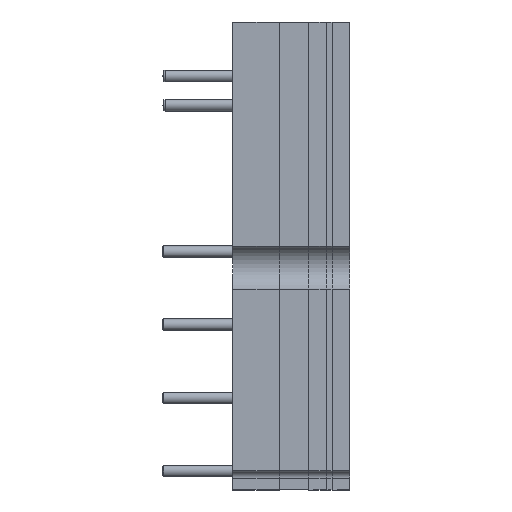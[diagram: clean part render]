
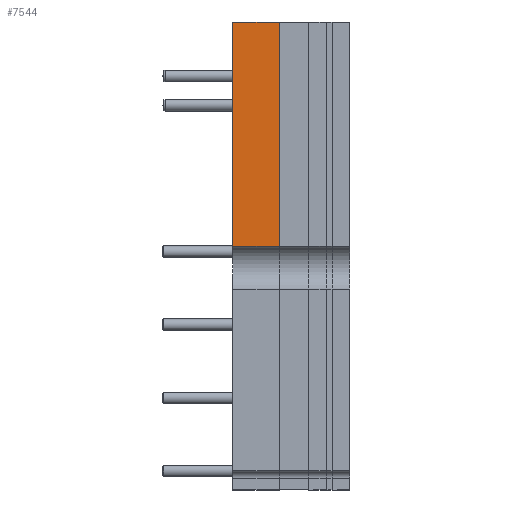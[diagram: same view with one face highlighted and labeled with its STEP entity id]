
A CAD part, left-side view. The second image highlights one B-rep face of the part: STEP entity #7544.
In plain terms, the highlighted planar face has unit normal (-1, 0, 0).
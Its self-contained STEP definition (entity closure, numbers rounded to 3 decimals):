
#484 = FACE_OUTER_BOUND ( 'NONE', #3064, .T. ) ;
#490 = DIRECTION ( 'NONE',  ( 0., 0., -1. ) ) ;
#559 = CARTESIAN_POINT ( 'NONE',  ( -79., 16., 78.5 ) ) ;
#593 = EDGE_CURVE ( 'NONE', #7423, #10292, #8931, .T. ) ;
#1386 = CARTESIAN_POINT ( 'NONE',  ( -79., 0., 1.916 ) ) ;
#1765 = EDGE_CURVE ( 'NONE', #10292, #8947, #6636, .T. ) ;
#2162 = CARTESIAN_POINT ( 'NONE',  ( -79., 16., 78.5 ) ) ;
#2777 = ORIENTED_EDGE ( 'NONE', *, *, #593, .T. ) ;
#2805 = PLANE ( 'NONE',  #7946 ) ;
#2872 = DIRECTION ( 'NONE',  ( 1., 0., 0. ) ) ;
#2942 = CARTESIAN_POINT ( 'NONE',  ( -79., 0., 1.916 ) ) ;
#2976 = DIRECTION ( 'NONE',  ( 0., -1., 0. ) ) ;
#3064 = EDGE_LOOP ( 'NONE', ( #10027, #2777, #4508, #5538 ) ) ;
#3092 = CARTESIAN_POINT ( 'NONE',  ( -79., 0., 78.5 ) ) ;
#3840 = EDGE_CURVE ( 'NONE', #7423, #3886, #6015, .T. ) ;
#3886 = VERTEX_POINT ( 'NONE', #559 ) ;
#4508 = ORIENTED_EDGE ( 'NONE', *, *, #1765, .T. ) ;
#5081 = EDGE_CURVE ( 'NONE', #3886, #8947, #8534, .T. ) ;
#5210 = VECTOR ( 'NONE', #10191, 1000. ) ;
#5538 = ORIENTED_EDGE ( 'NONE', *, *, #5081, .F. ) ;
#6015 = LINE ( 'NONE', #7764, #7685 ) ;
#6111 = VECTOR ( 'NONE', #7108, 1000. ) ;
#6636 = LINE ( 'NONE', #9411, #6111 ) ;
#6912 = DIRECTION ( 'NONE',  ( 0., 0., 1. ) ) ;
#7108 = DIRECTION ( 'NONE',  ( 0., 0., 1. ) ) ;
#7423 = VERTEX_POINT ( 'NONE', #8343 ) ;
#7544 = ADVANCED_FACE ( 'NONE', ( #484 ), #2805, .F. ) ;
#7685 = VECTOR ( 'NONE', #6912, 1000. ) ;
#7764 = CARTESIAN_POINT ( 'NONE',  ( -79., 16., 78.5 ) ) ;
#7768 = CARTESIAN_POINT ( 'NONE',  ( -79., 16., 78.5 ) ) ;
#7946 = AXIS2_PLACEMENT_3D ( 'NONE', #7768, #2872, #490 ) ;
#8343 = CARTESIAN_POINT ( 'NONE',  ( -79., 16., 1.916 ) ) ;
#8534 = LINE ( 'NONE', #2162, #5210 ) ;
#8669 = VECTOR ( 'NONE', #2976, 1000. ) ;
#8931 = LINE ( 'NONE', #2942, #8669 ) ;
#8947 = VERTEX_POINT ( 'NONE', #3092 ) ;
#9411 = CARTESIAN_POINT ( 'NONE',  ( -79., 0., 78.5 ) ) ;
#10027 = ORIENTED_EDGE ( 'NONE', *, *, #3840, .F. ) ;
#10191 = DIRECTION ( 'NONE',  ( 0., -1., 0. ) ) ;
#10292 = VERTEX_POINT ( 'NONE', #1386 ) ;
